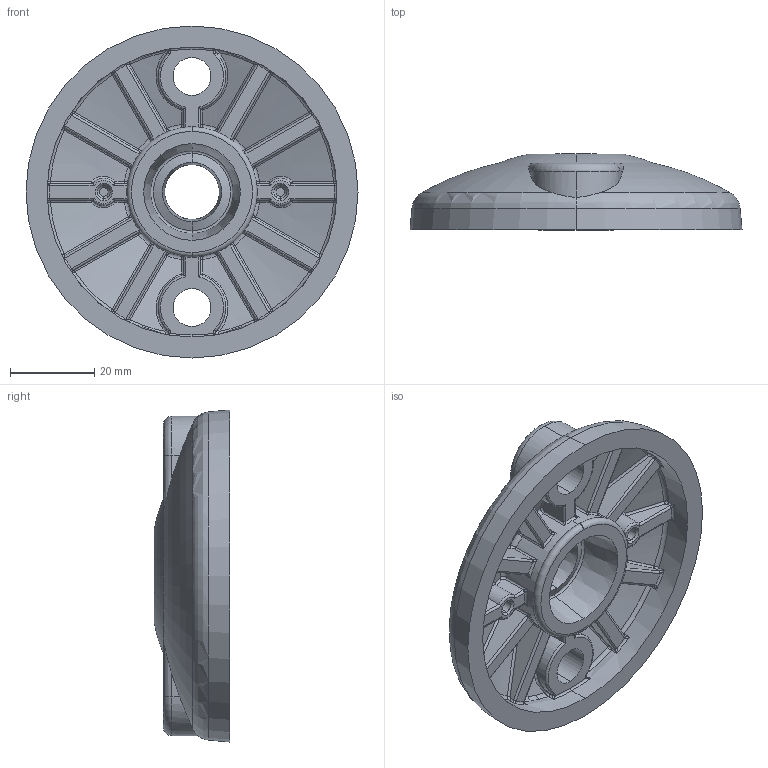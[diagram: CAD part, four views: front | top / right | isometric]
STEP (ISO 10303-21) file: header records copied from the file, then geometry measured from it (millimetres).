
FILE_DESCRIPTION (( 'STEP AP214' ), '1' );
FILE_NAME ('098a080kb.STEP', '2014-08-12T08:22:23', ( '' ), ( '' ), 'SwSTEP 2.0', 'SolidWorks 2014', '' );
FILE_SCHEMA (( 'AUTOMOTIVE_DESIGN' ));
Length unit declared in the file: millimetre
Products named in the file (1): 098a080kb
Bounding box: 79 x 18 x 79 mm (x, y, z)
Volume: 34984.3 mm3; surface area: 17542.1 mm2
Topology: 1 solids, 1 shells, 448 faces, 1097 edges, 605 vertices
Faces by surface type: bspline 156, cylinder 115, torus 97, plane 50, cone 28, sphere 2
Entity records: 17931 total; most frequent: CARTESIAN_POINT 8759, ORIENTED_EDGE 2098, DIRECTION 1715, EDGE_CURVE 1049, AXIS2_PLACEMENT_3D 749, VERTEX_POINT 605, CIRCLE 456, EDGE_LOOP 456
